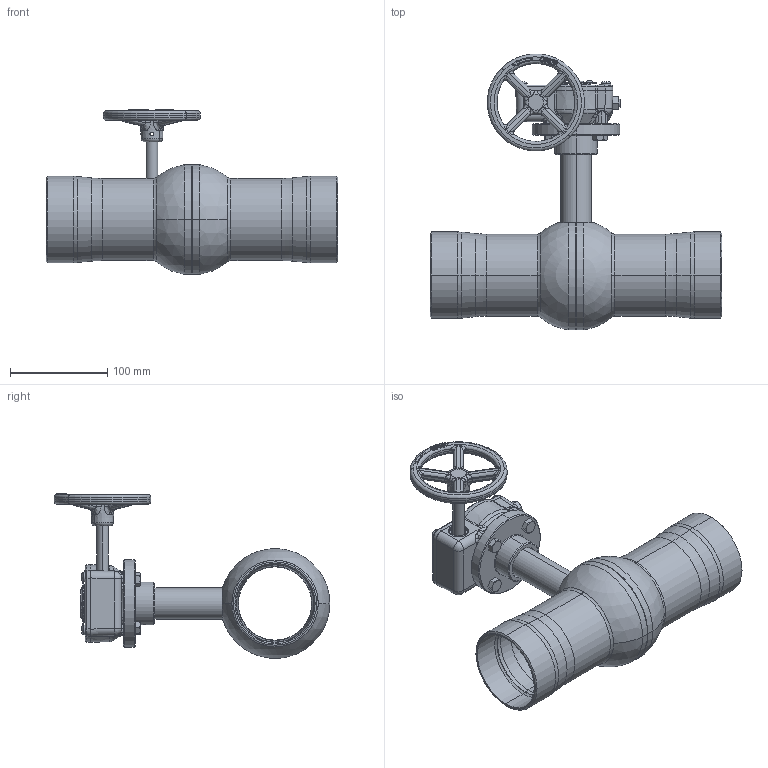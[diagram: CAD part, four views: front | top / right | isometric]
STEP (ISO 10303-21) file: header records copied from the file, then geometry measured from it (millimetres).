
FILE_DESCRIPTION (( 'STEP AP214' ), '1' );
FILE_NAME ('8500225080 480.step', '2025-05-29T08:09:35', ( '' ), ( '' ), 'SwSTEP 2.0', 'SolidWorks 2023', '' );
FILE_SCHEMA (( 'AUTOMOTIVE_DESIGN' ));
Length unit declared in the file: millimetre
Products named in the file (1): 8500225080 480
Bounding box: 300 x 283.64 x 169.38 mm (x, y, z)
Surface area: 184419.2 mm2 (no closed solid volume)
Topology: 0 solids, 14 shells, 815 faces, 2261 edges, 1421 vertices
Faces by surface type: plane 266, bspline 207, cylinder 138, cone 127, torus 54, sphere 23
Entity records: 43401 total; most frequent: CARTESIAN_POINT 25017, ORIENTED_EDGE 4011, DIRECTION 3342, EDGE_CURVE 2257, VERTEX_POINT 1421, AXIS2_PLACEMENT_3D 1295, EDGE_LOOP 864, FACE_OUTER_BOUND 815
